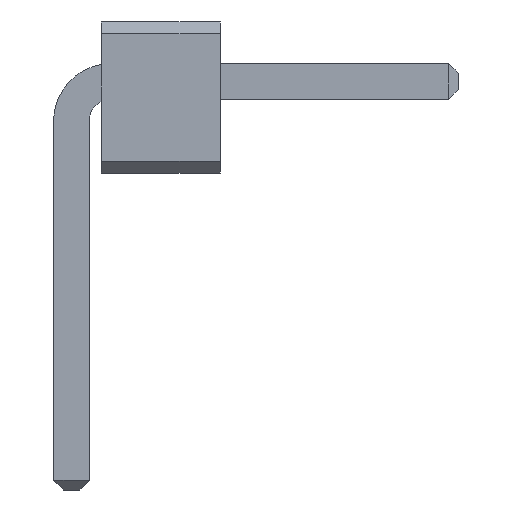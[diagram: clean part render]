
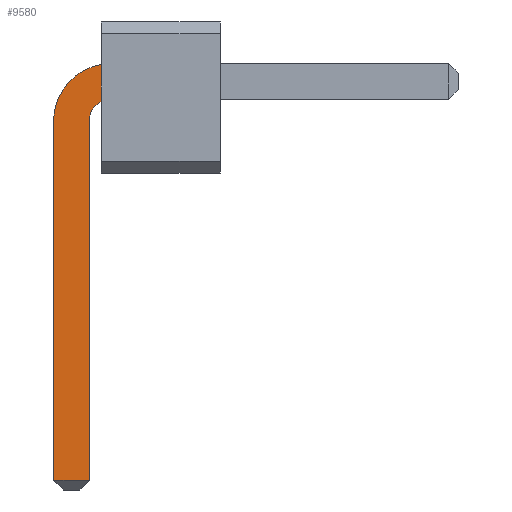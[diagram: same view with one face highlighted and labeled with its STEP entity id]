
A CAD part, front view. The second image highlights one B-rep face of the part: STEP entity #9580.
In plain terms, the highlighted planar face has unit normal (0, -1, 0).
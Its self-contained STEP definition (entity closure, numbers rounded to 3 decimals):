
#3382 = VERTEX_POINT('',#3383);
#3383 = CARTESIAN_POINT('',(0.25,-22.15,0.779));
#3391 = EDGE_CURVE('',#3382,#3392,#3394,.T.);
#3392 = VERTEX_POINT('',#3393);
#3393 = CARTESIAN_POINT('',(0.25,-22.15,0.467));
#3394 = LINE('',#3395,#3396);
#3395 = CARTESIAN_POINT('',(0.25,-22.15,0.1));
#3396 = VECTOR('',#3397,1.);
#3397 = DIRECTION('',(0.,0.,-1.));
#9495 = VERTEX_POINT('',#9496);
#9496 = CARTESIAN_POINT('',(-0.15,-22.15,0.335));
#9502 = EDGE_CURVE('',#9495,#3382,#9503,.T.);
#9503 = CIRCLE('',#9504,0.485);
#9504 = AXIS2_PLACEMENT_3D('',#9505,#9506,#9507);
#9505 = CARTESIAN_POINT('',(0.333,-22.15,0.302));
#9506 = DIRECTION('',(0.,1.,0.));
#9507 = DIRECTION('',(-0.998,0.,
0.069));
#9561 = EDGE_CURVE('',#3392,#9562,#9564,.T.);
#9562 = VERTEX_POINT('',#9563);
#9563 = CARTESIAN_POINT('',(0.15,-22.15,0.335));
#9564 = CIRCLE('',#9565,0.194);
#9565 = AXIS2_PLACEMENT_3D('',#9566,#9567,#9568);
#9566 = CARTESIAN_POINT('',(0.34,-22.15,0.295));
#9567 = DIRECTION('',(0.,-1.,0.));
#9568 = DIRECTION('',(-0.207,0.,0.978)
);
#9580 = ADVANCED_FACE('',(#9581),#9608,.F.);
#9581 = FACE_BOUND('',#9582,.F.);
#9582 = EDGE_LOOP('',(#9583,#9584,#9585,#9593,#9601,#9607));
#9583 = ORIENTED_EDGE('',*,*,#3391,.T.);
#9584 = ORIENTED_EDGE('',*,*,#9561,.T.);
#9585 = ORIENTED_EDGE('',*,*,#9586,.T.);
#9586 = EDGE_CURVE('',#9562,#9587,#9589,.T.);
#9587 = VERTEX_POINT('',#9588);
#9588 = CARTESIAN_POINT('',(0.15,-22.15,-2.72));
#9589 = LINE('',#9590,#9591);
#9590 = CARTESIAN_POINT('',(0.15,-22.15,0.335));
#9591 = VECTOR('',#9592,1.);
#9592 = DIRECTION('',(0.,0.,-1.));
#9593 = ORIENTED_EDGE('',*,*,#9594,.T.);
#9594 = EDGE_CURVE('',#9587,#9595,#9597,.T.);
#9595 = VERTEX_POINT('',#9596);
#9596 = CARTESIAN_POINT('',(-0.15,-22.15,-2.72));
#9597 = LINE('',#9598,#9599);
#9598 = CARTESIAN_POINT('',(0.15,-22.15,-2.72));
#9599 = VECTOR('',#9600,1.);
#9600 = DIRECTION('',(-1.,0.,0.));
#9601 = ORIENTED_EDGE('',*,*,#9602,.T.);
#9602 = EDGE_CURVE('',#9595,#9495,#9603,.T.);
#9603 = LINE('',#9604,#9605);
#9604 = CARTESIAN_POINT('',(-0.15,-22.15,-2.8));
#9605 = VECTOR('',#9606,1.);
#9606 = DIRECTION('',(0.,0.,1.));
#9607 = ORIENTED_EDGE('',*,*,#9502,.T.);
#9608 = PLANE('',#9609);
#9609 = AXIS2_PLACEMENT_3D('',#9610,#9611,#9612);
#9610 = CARTESIAN_POINT('',(0.841,-22.15,-0.301));
#9611 = DIRECTION('',(0.,1.,-0.));
#9612 = DIRECTION('',(0.,0.,-1.));
